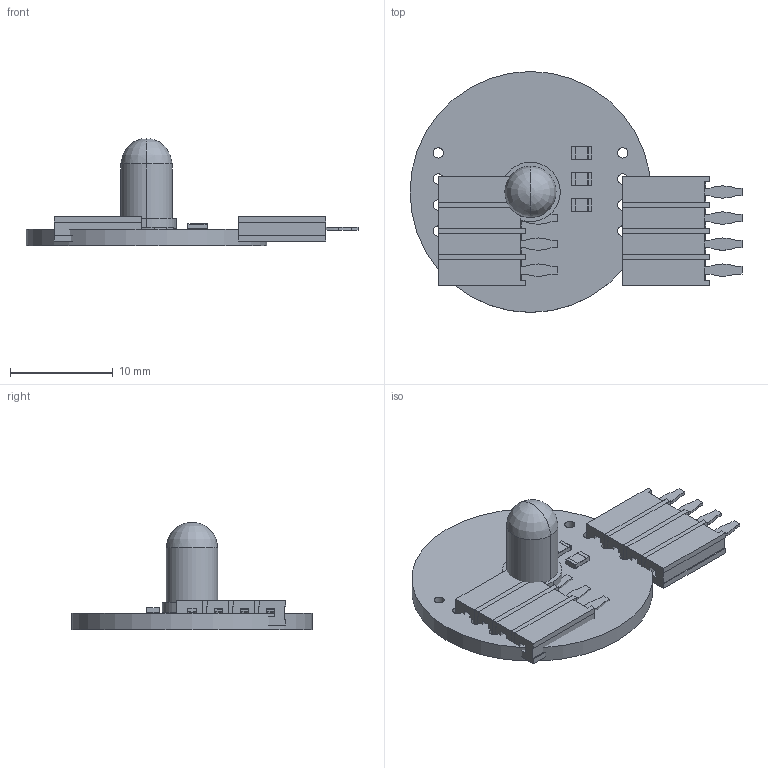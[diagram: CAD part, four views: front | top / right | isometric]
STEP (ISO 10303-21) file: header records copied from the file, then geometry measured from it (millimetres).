
FILE_DESCRIPTION(('KiCad electronic assembly'),'2;1');
FILE_NAME('RGBLed_MDversion.step','2018-11-03T19:06:26',('An Author'),( 'A Company'),'Open CASCADE STEP processor 6.8', 'KiCad to STEP converter','Unknown');
FILE_SCHEMA(('AUTOMOTIVE_DESIGN_CC2 { 1 2 10303 214 -1 1 5 4 }'));
Length unit declared in the file: millimetre
Products named in the file (8): Open CASCADE STEP translator 6.8 1; Led_RGB_5mm; SOLID; R_0805; Socket_Strip_Straight_1x04_Pitch2.54mm; COMPOUND
Assembly tree (10 placements, depth 3):
  Open CASCADE STEP translator 6.8 1
    Led_RGB_5mm
      SOLID
    R_0805  x3
      SOLID
    Socket_Strip_Straight_1x04_Pitch2.54mm  x2
      COMPOUND
    COMPOUND
Bounding box: 32.38 x 23.5 x 10.45 mm (x, y, z)
Volume: 1306.1 mm3; surface area: 2558.1 mm2
Topology: 21 solids, 21 shells, 526 faces, 1447 edges, 964 vertices
Faces by surface type: plane 458, cylinder 66, revolution 2
Full cylindrical faces by diameter (mm): 0.889 x4, 1 x8, 23.5 x1
Entity records: 20570 total; most frequent: CARTESIAN_POINT 5876, DIRECTION 2600, LINE 1881, VECTOR 1881, ORIENTED_EDGE 1430, PCURVE 1430, DEFINITIONAL_REPRESENTATION 1430, EDGE_CURVE 715
